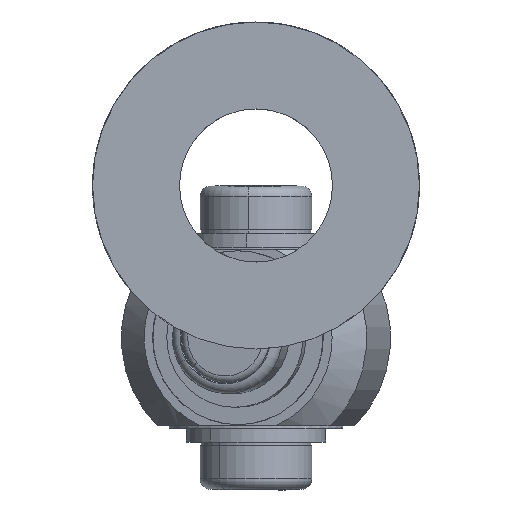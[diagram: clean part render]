
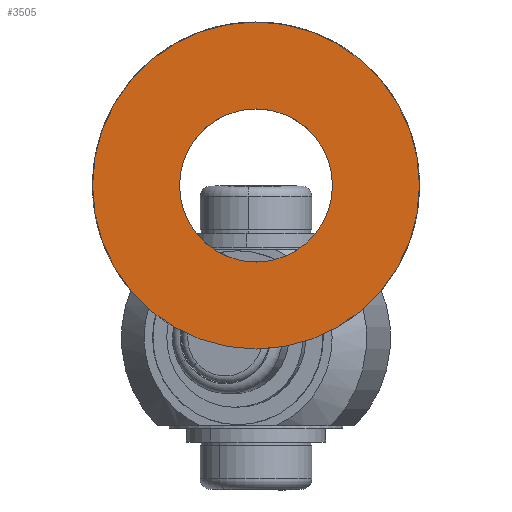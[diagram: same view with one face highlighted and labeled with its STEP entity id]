
A CAD part, left-side view. The second image highlights one B-rep face of the part: STEP entity #3505.
In plain terms, the highlighted face is planar.
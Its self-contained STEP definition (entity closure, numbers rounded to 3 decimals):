
#499=PLANE('',#6628);
#1100=VERTEX_POINT('',#5601);
#1134=VERTEX_POINT('',#5881);
#1403=CIRCLE('',#6606,1.1);
#1409=CIRCLE('',#6626,2.35);
#1788=EDGE_CURVE('',#1100,#1100,#1403,.T.);
#1835=EDGE_CURVE('',#1134,#1134,#1409,.T.);
#2724=ORIENTED_EDGE('',*,*,#1788,.T.);
#2725=ORIENTED_EDGE('',*,*,#1835,.F.);
#3044=EDGE_LOOP('',(#2724));
#3045=EDGE_LOOP('',(#2725));
#3292=FACE_BOUND('',#3044,.T.);
#3293=FACE_BOUND('',#3045,.T.);
#3505=ADVANCED_FACE('',(#3292,#3293),#499,.T.);
#4476=DIRECTION('',(0.,0.,-1.));
#4477=DIRECTION('',(1.1,0.,0.));
#4528=DIRECTION('',(0.,0.,-1.));
#4529=DIRECTION('',(2.35,0.,0.));
#4532=DIRECTION('',(0.,0.,1.));
#5600=CARTESIAN_POINT('',(0.,0.,4.75));
#5601=CARTESIAN_POINT('',(-1.1,0.,4.75));
#5880=CARTESIAN_POINT('',(0.,0.,4.75));
#5881=CARTESIAN_POINT('',(2.35,0.,4.75));
#5897=CARTESIAN_POINT('',(0.,0.,4.75));
#6606=AXIS2_PLACEMENT_3D('',#5600,#4476,#4477);
#6626=AXIS2_PLACEMENT_3D('',#5880,#4528,#4529);
#6628=AXIS2_PLACEMENT_3D('',#5897,#4532,$);
